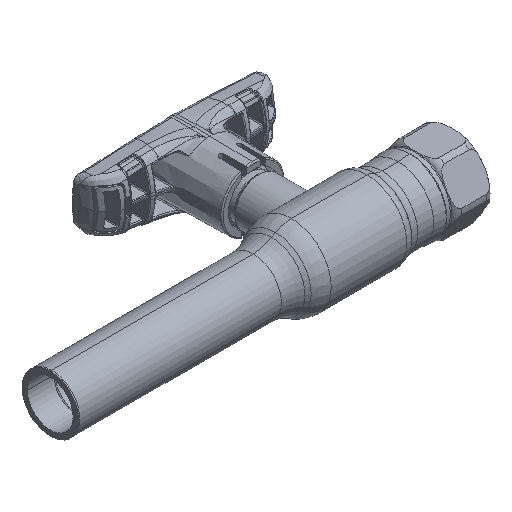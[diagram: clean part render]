
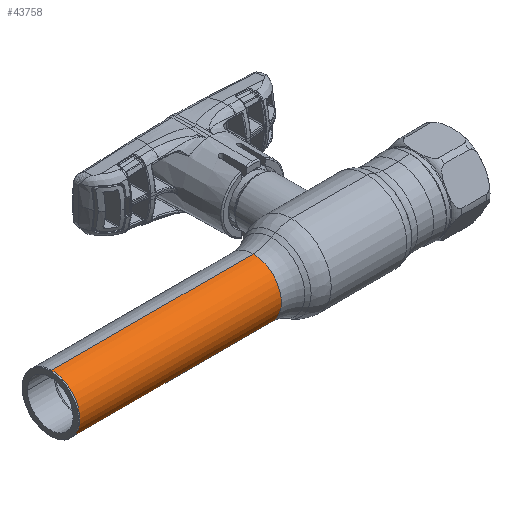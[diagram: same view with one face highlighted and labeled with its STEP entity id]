
A CAD part, isometric view. The second image highlights one B-rep face of the part: STEP entity #43758.
In plain terms, the highlighted cylindrical face has radius 10.65 mm (diameter 21.3 mm), a partial arc.
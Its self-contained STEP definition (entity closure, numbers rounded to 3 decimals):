
#4891 = DIRECTION ( 'NONE',  ( -1., 0., 0. ) ) ;
#6108 = ORIENTED_EDGE ( 'NONE', *, *, #39291, .F. ) ;
#6485 = DIRECTION ( 'NONE',  ( 0., 0., 1. ) ) ;
#7104 = CARTESIAN_POINT ( 'NONE',  ( -105., 0., -10.65 ) ) ;
#8503 = ORIENTED_EDGE ( 'NONE', *, *, #55758, .T. ) ;
#8670 = CIRCLE ( 'NONE', #12353, 10.65 ) ;
#9248 = CARTESIAN_POINT ( 'NONE',  ( -62.69, 0., 0. ) ) ;
#12353 = AXIS2_PLACEMENT_3D ( 'NONE', #38581, #4891, #17745 ) ;
#17745 = DIRECTION ( 'NONE',  ( 0., 0., 1. ) ) ;
#19985 = CARTESIAN_POINT ( 'NONE',  ( -105., 0., 0. ) ) ;
#21141 = EDGE_LOOP ( 'NONE', ( #6108, #8503, #38358, #23834 ) ) ;
#23834 = ORIENTED_EDGE ( 'NONE', *, *, #44951, .F. ) ;
#24912 = CARTESIAN_POINT ( 'NONE',  ( -105., 0., 10.65 ) ) ;
#32335 = VERTEX_POINT ( 'NONE', #44781 ) ;
#33446 = AXIS2_PLACEMENT_3D ( 'NONE', #9248, #56383, #39490 ) ;
#33995 = VECTOR ( 'NONE', #52331, 1000. ) ;
#34122 = CARTESIAN_POINT ( 'NONE',  ( -62.69, 0., 10.65 ) ) ;
#34934 = CARTESIAN_POINT ( 'NONE',  ( -62.69, 0., -10.65 ) ) ;
#36204 = VERTEX_POINT ( 'NONE', #37006 ) ;
#37006 = CARTESIAN_POINT ( 'NONE',  ( -28.786, 0., 10.65 ) ) ;
#38358 = ORIENTED_EDGE ( 'NONE', *, *, #43689, .T. ) ;
#38581 = CARTESIAN_POINT ( 'NONE',  ( -28.786, 0., 0. ) ) ;
#39291 = EDGE_CURVE ( 'NONE', #32335, #47233, #39450, .T. ) ;
#39450 = LINE ( 'NONE', #34934, #33995 ) ;
#39490 = DIRECTION ( 'NONE',  ( 0., 0., 1. ) ) ;
#43689 = EDGE_CURVE ( 'NONE', #36204, #52813, #55546, .T. ) ;
#43758 = ADVANCED_FACE ( 'NONE', ( #51534 ), #46937, .T. ) ;
#44483 = CIRCLE ( 'NONE', #56331, 10.65 ) ;
#44781 = CARTESIAN_POINT ( 'NONE',  ( -28.786, 0., -10.65 ) ) ;
#44951 = EDGE_CURVE ( 'NONE', #47233, #52813, #44483, .T. ) ;
#46937 = CYLINDRICAL_SURFACE ( 'NONE', #33446, 10.65 ) ;
#47224 = DIRECTION ( 'NONE',  ( -1., 0., 0. ) ) ;
#47233 = VERTEX_POINT ( 'NONE', #7104 ) ;
#50528 = DIRECTION ( 'NONE',  ( -1., 0., 0. ) ) ;
#51534 = FACE_OUTER_BOUND ( 'NONE', #21141, .T. ) ;
#52331 = DIRECTION ( 'NONE',  ( -1., 0., 0. ) ) ;
#52611 = VECTOR ( 'NONE', #47224, 1000. ) ;
#52813 = VERTEX_POINT ( 'NONE', #24912 ) ;
#55546 = LINE ( 'NONE', #34122, #52611 ) ;
#55758 = EDGE_CURVE ( 'NONE', #32335, #36204, #8670, .T. ) ;
#56331 = AXIS2_PLACEMENT_3D ( 'NONE', #19985, #50528, #6485 ) ;
#56383 = DIRECTION ( 'NONE',  ( -1., 0., 0. ) ) ;
